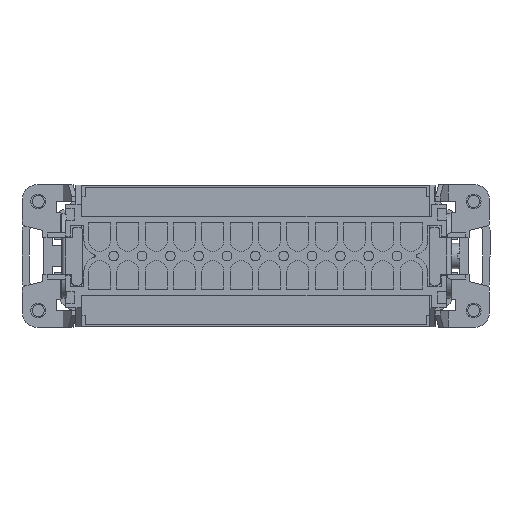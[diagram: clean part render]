
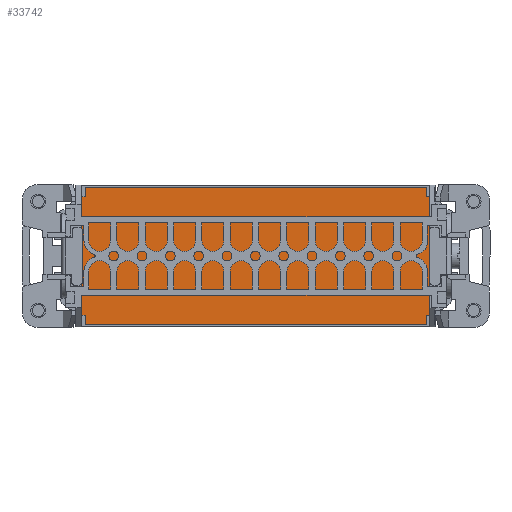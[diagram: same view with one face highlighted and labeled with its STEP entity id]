
A CAD part, front view. The second image highlights one B-rep face of the part: STEP entity #33742.
In plain terms, the highlighted planar face has unit normal (0, -1, 0).
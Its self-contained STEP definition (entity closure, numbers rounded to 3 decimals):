
#2420 = VECTOR ( 'NONE', #5944, 1000. ) ;
#2428 = VECTOR ( 'NONE', #5954, 1000. ) ;
#2434 = VECTOR ( 'NONE', #5960, 1000. ) ;
#2530 = VECTOR ( 'NONE', #5915, 1000. ) ;
#2535 = VECTOR ( 'NONE', #5913, 1000. ) ;
#2542 = VECTOR ( 'NONE', #5911, 1000. ) ;
#2543 = VECTOR ( 'NONE', #5909, 1000. ) ;
#2547 = VECTOR ( 'NONE', #5907, 1000. ) ;
#2552 = VECTOR ( 'NONE', #5904, 1000. ) ;
#2553 = VECTOR ( 'NONE', #5902, 1000. ) ;
#2559 = VECTOR ( 'NONE', #5899, 1000. ) ;
#2565 = VECTOR ( 'NONE', #5895, 1000. ) ;
#5895 = DIRECTION ( 'NONE',  ( -1., 0., 0. ) ) ;
#5898 = CARTESIAN_POINT ( 'NONE',  ( 41.375, 6.1, -14.125 ) ) ;
#5899 = DIRECTION ( 'NONE',  ( 0., 0., -1. ) ) ;
#5901 = CARTESIAN_POINT ( 'NONE',  ( 40.562, 6.1, 16.375 ) ) ;
#5902 = DIRECTION ( 'NONE',  ( -1., 0., 0. ) ) ;
#5903 = CARTESIAN_POINT ( 'NONE',  ( 40.562, 6.1, -16.375 ) ) ;
#5904 = DIRECTION ( 'NONE',  ( 0., 0., -1. ) ) ;
#5905 = CARTESIAN_POINT ( 'NONE',  ( -40.688, 6.1, 16.375 ) ) ;
#5907 = DIRECTION ( 'NONE',  ( 0., 0., -1. ) ) ;
#5908 = CARTESIAN_POINT ( 'NONE',  ( -40.688, 6.1, 16.375 ) ) ;
#5909 = DIRECTION ( 'NONE',  ( -1., 0., 0. ) ) ;
#5910 = CARTESIAN_POINT ( 'NONE',  ( 40.562, 6.1, 16.375 ) ) ;
#5911 = DIRECTION ( 'NONE',  ( -1., 0., 0. ) ) ;
#5912 = CARTESIAN_POINT ( 'NONE',  ( 41.375, 6.1, 14.125 ) ) ;
#5913 = DIRECTION ( 'NONE',  ( 0., 0., -1. ) ) ;
#5914 = CARTESIAN_POINT ( 'NONE',  ( 40.562, 6.1, 16.375 ) ) ;
#5915 = DIRECTION ( 'NONE',  ( 0., 0., -1. ) ) ;
#5917 = CARTESIAN_POINT ( 'NONE',  ( -41.5, 6.1, 14.125 ) ) ;
#5944 = DIRECTION ( 'NONE',  ( 0., 0., -1. ) ) ;
#5945 = CARTESIAN_POINT ( 'NONE',  ( 41.375, 6.1, 14.125 ) ) ;
#5954 = DIRECTION ( 'NONE',  ( -1., 0., 0. ) ) ;
#5955 = CARTESIAN_POINT ( 'NONE',  ( 41.375, 6.1, -14.125 ) ) ;
#5960 = DIRECTION ( 'NONE',  ( -1., 0., 0. ) ) ;
#5961 = CARTESIAN_POINT ( 'NONE',  ( 41.375, 6.1, 14.125 ) ) ;
#11070 = LINE ( 'NONE', #5961, #2434 ) ;
#11073 = LINE ( 'NONE', #5955, #2428 ) ;
#11078 = LINE ( 'NONE', #5945, #2420 ) ;
#11090 = LINE ( 'NONE', #5917, #2530 ) ;
#11091 = LINE ( 'NONE', #5914, #2535 ) ;
#11092 = LINE ( 'NONE', #5912, #2542 ) ;
#11093 = LINE ( 'NONE', #5910, #2543 ) ;
#11094 = LINE ( 'NONE', #5908, #2547 ) ;
#11095 = LINE ( 'NONE', #5905, #2552 ) ;
#11096 = LINE ( 'NONE', #5903, #2553 ) ;
#11097 = LINE ( 'NONE', #5901, #2559 ) ;
#11098 = LINE ( 'NONE', #5898, #2565 ) ;
#17247 = FACE_OUTER_BOUND ( 'NONE', #18048, .T. ) ;
#18048 = EDGE_LOOP ( 'NONE', ( #23094, #23092, #23093, #23091, #23090, #23088, #23089, #23087, #23085, #23086, #23084, #23083 ) ) ;
#20065 = CARTESIAN_POINT ( 'NONE',  ( 40.562, 6.1, -14.125 ) ) ;
#20069 = CARTESIAN_POINT ( 'NONE',  ( 40.562, 6.1, -16.375 ) ) ;
#20076 = CARTESIAN_POINT ( 'NONE',  ( -40.688, 6.1, -16.375 ) ) ;
#20077 = CARTESIAN_POINT ( 'NONE',  ( -40.688, 6.1, 16.375 ) ) ;
#20078 = CARTESIAN_POINT ( 'NONE',  ( 40.562, 6.1, 16.375 ) ) ;
#20080 = CARTESIAN_POINT ( 'NONE',  ( 40.562, 6.1, 14.125 ) ) ;
#20088 = CARTESIAN_POINT ( 'NONE',  ( 41.375, 6.1, -14.125 ) ) ;
#20091 = CARTESIAN_POINT ( 'NONE',  ( -40.688, 6.1, -14.125 ) ) ;
#20092 = CARTESIAN_POINT ( 'NONE',  ( 41.375, 6.1, 14.125 ) ) ;
#20096 = CARTESIAN_POINT ( 'NONE',  ( -41.5, 6.1, -14.125 ) ) ;
#20100 = CARTESIAN_POINT ( 'NONE',  ( -41.5, 6.1, 14.125 ) ) ;
#20102 = CARTESIAN_POINT ( 'NONE',  ( -40.688, 6.1, 14.125 ) ) ;
#23083 = ORIENTED_EDGE ( 'NONE', *, *, #37118, .F. ) ;
#23084 = ORIENTED_EDGE ( 'NONE', *, *, #37138, .F. ) ;
#23085 = ORIENTED_EDGE ( 'NONE', *, *, #37136, .F. ) ;
#23086 = ORIENTED_EDGE ( 'NONE', *, *, #37137, .F. ) ;
#23087 = ORIENTED_EDGE ( 'NONE', *, *, #37135, .T. ) ;
#23088 = ORIENTED_EDGE ( 'NONE', *, *, #37130, .T. ) ;
#23089 = ORIENTED_EDGE ( 'NONE', *, *, #37113, .F. ) ;
#23090 = ORIENTED_EDGE ( 'NONE', *, *, #37110, .T. ) ;
#23091 = ORIENTED_EDGE ( 'NONE', *, *, #37134, .T. ) ;
#23092 = ORIENTED_EDGE ( 'NONE', *, *, #37131, .F. ) ;
#23093 = ORIENTED_EDGE ( 'NONE', *, *, #37133, .T. ) ;
#23094 = ORIENTED_EDGE ( 'NONE', *, *, #37132, .T. ) ;
#23129 = VERTEX_POINT ( 'NONE', #20102 ) ;
#23131 = VERTEX_POINT ( 'NONE', #20100 ) ;
#23134 = VERTEX_POINT ( 'NONE', #20096 ) ;
#23136 = VERTEX_POINT ( 'NONE', #20092 ) ;
#23137 = VERTEX_POINT ( 'NONE', #20091 ) ;
#23139 = VERTEX_POINT ( 'NONE', #20088 ) ;
#23145 = VERTEX_POINT ( 'NONE', #20080 ) ;
#23146 = VERTEX_POINT ( 'NONE', #20078 ) ;
#23147 = VERTEX_POINT ( 'NONE', #20077 ) ;
#23148 = VERTEX_POINT ( 'NONE', #20076 ) ;
#23151 = VERTEX_POINT ( 'NONE', #20069 ) ;
#23155 = VERTEX_POINT ( 'NONE', #20065 ) ;
#28198 = DIRECTION ( 'NONE',  ( 1., 0., 0. ) ) ;
#28199 = DIRECTION ( 'NONE',  ( 0., -1., 0. ) ) ;
#28202 = CARTESIAN_POINT ( 'NONE',  ( 41.375, 6.1, 14.125 ) ) ;
#28203 = PLANE ( 'NONE',  #32060 ) ;
#32060 = AXIS2_PLACEMENT_3D ( 'NONE', #28202, #28199, #28198 ) ;
#33742 = ADVANCED_FACE ( 'NONE', ( #17247 ), #28203, .T. ) ;
#37110 = EDGE_CURVE ( 'NONE', #23129, #23131, #11070, .T. ) ;
#37113 = EDGE_CURVE ( 'NONE', #23137, #23134, #11073, .T. ) ;
#37118 = EDGE_CURVE ( 'NONE', #23136, #23139, #11078, .T. ) ;
#37130 = EDGE_CURVE ( 'NONE', #23131, #23134, #11090, .T. ) ;
#37131 = EDGE_CURVE ( 'NONE', #23146, #23145, #11091, .T. ) ;
#37132 = EDGE_CURVE ( 'NONE', #23136, #23145, #11092, .T. ) ;
#37133 = EDGE_CURVE ( 'NONE', #23146, #23147, #11093, .T. ) ;
#37134 = EDGE_CURVE ( 'NONE', #23147, #23129, #11094, .T. ) ;
#37135 = EDGE_CURVE ( 'NONE', #23137, #23148, #11095, .T. ) ;
#37136 = EDGE_CURVE ( 'NONE', #23151, #23148, #11096, .T. ) ;
#37137 = EDGE_CURVE ( 'NONE', #23155, #23151, #11097, .T. ) ;
#37138 = EDGE_CURVE ( 'NONE', #23139, #23155, #11098, .T. ) ;
